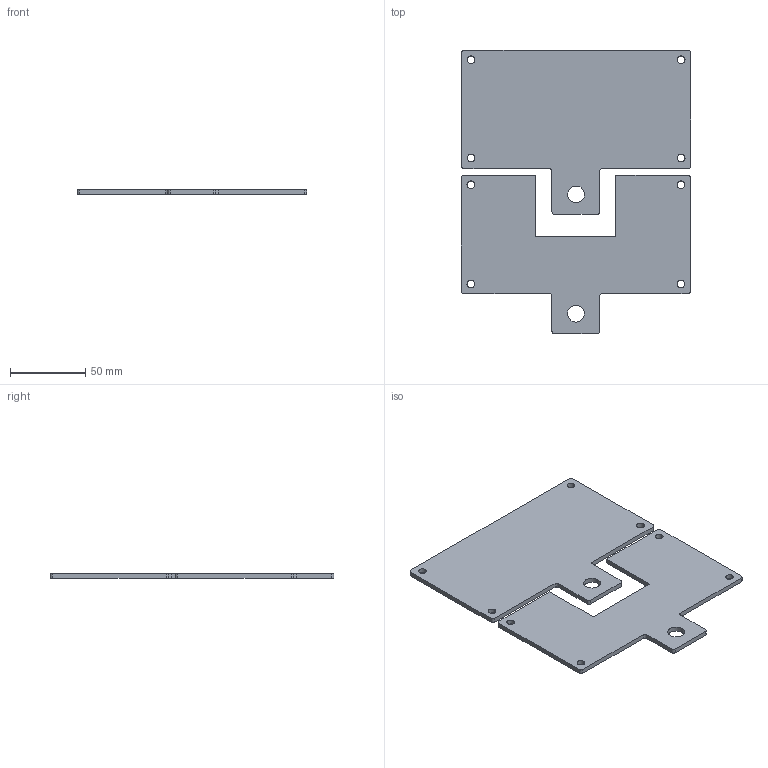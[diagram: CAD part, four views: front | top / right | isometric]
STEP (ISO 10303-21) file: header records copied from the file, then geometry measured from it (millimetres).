
FILE_DESCRIPTION(/* description */ (''),/* implementation_level */ '2;1');
FILE_NAME(/* name */ 'TUBEBR~1',/* time_stamp */ '2014-03-13T16:54:20-05:00',/* author */ (''),/* organization */ (''),/* preprocessor_version */ 'ST-DEVELOPER v15',/* originating_system */ '',/* authorisation */ '');
FILE_SCHEMA (('AUTOMOTIVE_DESIGN'));
Length unit declared in the file: inch
Products named in the file (1): Document
Bounding box: 152.58 x 188.52 x 3.17 mm (x, y, z)
Volume: 73915.8 mm3; surface area: 50713.1 mm2
Topology: 2 solids, 2 shells, 60 faces, 180 edges, 124 vertices
Faces by surface type: bspline 56, plane 4
Entity records: 2123 total; most frequent: CARTESIAN_POINT 1227, ORIENTED_EDGE 336, EDGE_CURVE 168, VERTEX_POINT 112, EDGE_LOOP 80, ADVANCED_FACE 60, FACE_OUTER_BOUND 60, FACE_BOUND 20
